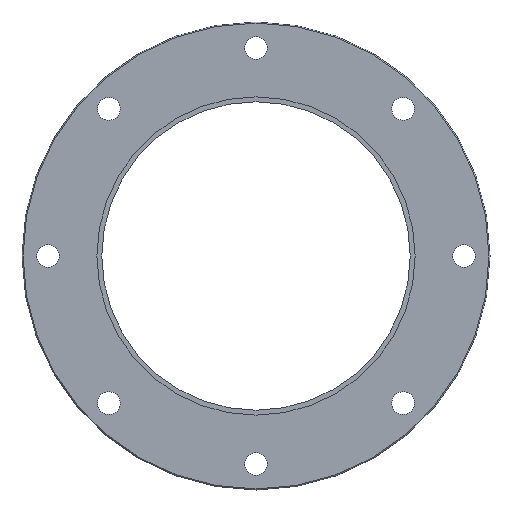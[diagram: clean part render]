
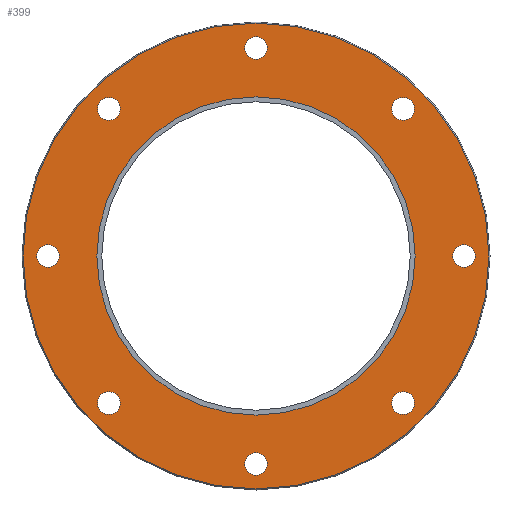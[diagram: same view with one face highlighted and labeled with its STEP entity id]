
A CAD part, left-side view. The second image highlights one B-rep face of the part: STEP entity #399.
In plain terms, the highlighted planar face has unit normal (-1, 0, 0).
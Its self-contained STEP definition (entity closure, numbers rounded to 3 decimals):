
#15=FACE_BOUND('',#70,.T.);
#16=FACE_BOUND('',#71,.T.);
#17=FACE_BOUND('',#72,.T.);
#18=FACE_BOUND('',#73,.T.);
#19=FACE_BOUND('',#74,.T.);
#20=FACE_BOUND('',#75,.T.);
#21=FACE_BOUND('',#76,.T.);
#22=FACE_BOUND('',#77,.T.);
#23=FACE_BOUND('',#78,.T.);
#35=PLANE('',#466);
#51=FACE_OUTER_BOUND('',#69,.T.);
#69=EDGE_LOOP('',(#316));
#70=EDGE_LOOP('',(#317));
#71=EDGE_LOOP('',(#318));
#72=EDGE_LOOP('',(#319));
#73=EDGE_LOOP('',(#320));
#74=EDGE_LOOP('',(#321));
#75=EDGE_LOOP('',(#322));
#76=EDGE_LOOP('',(#323));
#77=EDGE_LOOP('',(#324));
#78=EDGE_LOOP('',(#325,#326));
#127=CIRCLE('',#430,5.5);
#130=CIRCLE('',#434,5.5);
#133=CIRCLE('',#438,5.5);
#136=CIRCLE('',#442,5.5);
#139=CIRCLE('',#446,5.5);
#142=CIRCLE('',#450,5.5);
#145=CIRCLE('',#454,5.5);
#148=CIRCLE('',#458,5.5);
#149=CIRCLE('',#460,112.);
#154=CIRCLE('',#467,76.5);
#155=CIRCLE('',#468,76.5);
#169=VERTEX_POINT('',#629);
#172=VERTEX_POINT('',#637);
#175=VERTEX_POINT('',#645);
#178=VERTEX_POINT('',#653);
#181=VERTEX_POINT('',#661);
#184=VERTEX_POINT('',#669);
#187=VERTEX_POINT('',#677);
#190=VERTEX_POINT('',#685);
#191=VERTEX_POINT('',#689);
#196=VERTEX_POINT('',#703);
#197=VERTEX_POINT('',#704);
#212=EDGE_CURVE('',#169,#169,#127,.T.);
#216=EDGE_CURVE('',#172,#172,#130,.T.);
#220=EDGE_CURVE('',#175,#175,#133,.T.);
#224=EDGE_CURVE('',#178,#178,#136,.T.);
#228=EDGE_CURVE('',#181,#181,#139,.T.);
#232=EDGE_CURVE('',#184,#184,#142,.T.);
#236=EDGE_CURVE('',#187,#187,#145,.T.);
#240=EDGE_CURVE('',#190,#190,#148,.T.);
#241=EDGE_CURVE('',#191,#191,#149,.T.);
#248=EDGE_CURVE('',#196,#197,#154,.T.);
#249=EDGE_CURVE('',#197,#196,#155,.T.);
#316=ORIENTED_EDGE('',*,*,#241,.F.);
#317=ORIENTED_EDGE('',*,*,#212,.T.);
#318=ORIENTED_EDGE('',*,*,#216,.T.);
#319=ORIENTED_EDGE('',*,*,#220,.T.);
#320=ORIENTED_EDGE('',*,*,#224,.T.);
#321=ORIENTED_EDGE('',*,*,#228,.T.);
#322=ORIENTED_EDGE('',*,*,#232,.T.);
#323=ORIENTED_EDGE('',*,*,#236,.T.);
#324=ORIENTED_EDGE('',*,*,#240,.T.);
#325=ORIENTED_EDGE('',*,*,#248,.F.);
#326=ORIENTED_EDGE('',*,*,#249,.F.);
#399=ADVANCED_FACE('',(#51,#15,#16,#17,#18,#19,#20,#21,#22,#23),#35,.T.);
#430=AXIS2_PLACEMENT_3D('',#631,#496,#497);
#434=AXIS2_PLACEMENT_3D('',#639,#505,#506);
#438=AXIS2_PLACEMENT_3D('',#647,#514,#515);
#442=AXIS2_PLACEMENT_3D('',#655,#523,#524);
#446=AXIS2_PLACEMENT_3D('',#663,#532,#533);
#450=AXIS2_PLACEMENT_3D('',#671,#541,#542);
#454=AXIS2_PLACEMENT_3D('',#679,#550,#551);
#458=AXIS2_PLACEMENT_3D('',#687,#559,#560);
#460=AXIS2_PLACEMENT_3D('',#690,#563,#564);
#466=AXIS2_PLACEMENT_3D('',#702,#577,#578);
#467=AXIS2_PLACEMENT_3D('',#705,#579,#580);
#468=AXIS2_PLACEMENT_3D('',#706,#581,#582);
#496=DIRECTION('center_axis',(1.,0.,0.));
#497=DIRECTION('ref_axis',(0.,0.707,-0.707));
#505=DIRECTION('center_axis',(1.,0.,0.));
#506=DIRECTION('ref_axis',(0.,1.,0.));
#514=DIRECTION('center_axis',(1.,0.,0.));
#515=DIRECTION('ref_axis',(0.,0.707,0.707));
#523=DIRECTION('center_axis',(1.,0.,0.));
#524=DIRECTION('ref_axis',(0.,0.,1.));
#532=DIRECTION('center_axis',(1.,0.,0.));
#533=DIRECTION('ref_axis',(0.,-0.707,0.707));
#541=DIRECTION('center_axis',(1.,0.,0.));
#542=DIRECTION('ref_axis',(0.,-1.,0.));
#550=DIRECTION('center_axis',(1.,0.,0.));
#551=DIRECTION('ref_axis',(0.,-0.707,-0.707));
#559=DIRECTION('center_axis',(1.,0.,0.));
#560=DIRECTION('ref_axis',(0.,0.,-1.));
#563=DIRECTION('center_axis',(1.,0.,0.));
#564=DIRECTION('ref_axis',(0.,0.,-1.));
#577=DIRECTION('center_axis',(-1.,0.,0.));
#578=DIRECTION('ref_axis',(0.,0.,1.));
#579=DIRECTION('center_axis',(-1.,0.,0.));
#580=DIRECTION('ref_axis',(0.,0.,1.));
#581=DIRECTION('center_axis',(-1.,0.,0.));
#582=DIRECTION('ref_axis',(0.,0.,1.));
#629=CARTESIAN_POINT('',(-12.,-74.6,74.6));
#631=CARTESIAN_POINT('Origin',(-12.,-70.711,70.711));
#637=CARTESIAN_POINT('',(-12.,-105.5,0.));
#639=CARTESIAN_POINT('Origin',(-12.,-100.,0.));
#645=CARTESIAN_POINT('',(-12.,-74.6,-74.6));
#647=CARTESIAN_POINT('Origin',(-12.,-70.711,-70.711));
#653=CARTESIAN_POINT('',(-12.,0.,-105.5));
#655=CARTESIAN_POINT('Origin',(-12.,0.,-100.));
#661=CARTESIAN_POINT('',(-12.,74.6,-74.6));
#663=CARTESIAN_POINT('Origin',(-12.,70.711,-70.711));
#669=CARTESIAN_POINT('',(-12.,105.5,0.));
#671=CARTESIAN_POINT('Origin',(-12.,100.,0.));
#677=CARTESIAN_POINT('',(-12.,74.6,74.6));
#679=CARTESIAN_POINT('Origin',(-12.,70.711,70.711));
#685=CARTESIAN_POINT('',(-12.,0.,105.5));
#687=CARTESIAN_POINT('Origin',(-12.,0.,100.));
#689=CARTESIAN_POINT('',(-12.,0.,112.));
#690=CARTESIAN_POINT('Origin',(-12.,0.,0.));
#702=CARTESIAN_POINT('Origin',(-12.,0.,76.5));
#703=CARTESIAN_POINT('',(-12.,0.,76.5));
#704=CARTESIAN_POINT('',(-12.,0.,-76.5));
#705=CARTESIAN_POINT('Origin',(-12.,0.,0.));
#706=CARTESIAN_POINT('Origin',(-12.,0.,0.));
